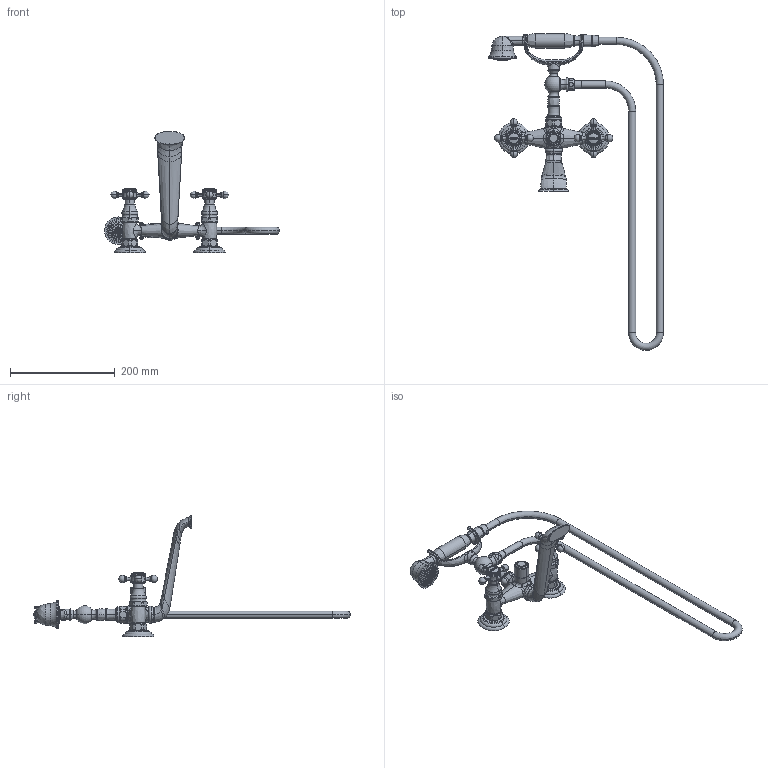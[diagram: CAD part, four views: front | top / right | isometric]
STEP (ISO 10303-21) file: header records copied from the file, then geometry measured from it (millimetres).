
FILE_DESCRIPTION((''),'2;1');
FILE_NAME('920-4282','2021-01-14T14:37:48',('jinson.thomas'),(''),'CREO PARAMETRIC BY PTC INC, 2018400','CREO PARAMETRIC BY PTC INC, 2018400','');
FILE_SCHEMA(('CONFIG_CONTROL_DESIGN'));
Length unit declared in the file: inch
Products named in the file (1): 920-4282
Bounding box: 334.8 x 606.04 x 232.16 mm (x, y, z)
Volume: 827037 mm3; surface area: 175199.2 mm2
Topology: 1 solids, 1 shells, 986 faces, 2336 edges, 1442 vertices
Faces by surface type: cylinder 277, torus 198, plane 166, bspline 153, cone 134, sphere 54, extrusion 4
Entity records: 42505 total; most frequent: CARTESIAN_POINT 21202, ORIENTED_EDGE 4624, DIRECTION 4156, EDGE_CURVE 2312, AXIS2_PLACEMENT_3D 1830, VERTEX_POINT 1442, EDGE_LOOP 1104, CIRCLE 1001
